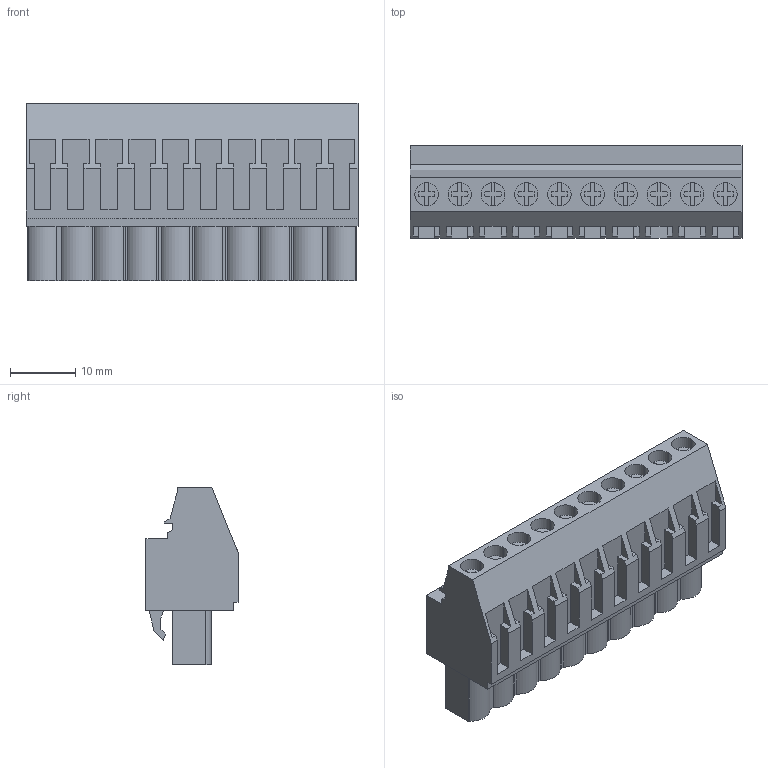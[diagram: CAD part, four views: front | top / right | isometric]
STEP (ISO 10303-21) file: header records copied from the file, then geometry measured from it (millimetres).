
FILE_DESCRIPTION(('CATIA V5 STEP','CAx-IF Rec.Pracs.--- Model Styling and Organization---1.2---2011-12-15'),'2;1');
FILE_NAME ('D1467921_0_1948320000_1948320000.stp','2017-09-08T10:59:49+00:00',('none'),('Weidmueller'),'CATIA Version 5-6 Release 2014','CATIA V5 STEP AP214','none');
FILE_SCHEMA(('AUTOMOTIVE_DESIGN { 1 0 10303 214 1 1 1 1 }'));
Length unit declared in the file: millimetre
Products named in the file (1): 1948320000
Bounding box: 50.8 x 14.1 x 27.2 mm (x, y, z)
Volume: 11567.7 mm3; surface area: 6883.5 mm2
Topology: 11 solids, 11 shells, 664 faces, 1835 edges, 1236 vertices
Faces by surface type: plane 574, cylinder 88, extrusion 2
Entity records: 19509 total; most frequent: ORIENTED_EDGE 3670, CARTESIAN_POINT 3484, DIRECTION 2653, EDGE_CURVE 1835, VECTOR 1617, LINE 1615, VERTEX_POINT 1236, EDGE_LOOP 707
